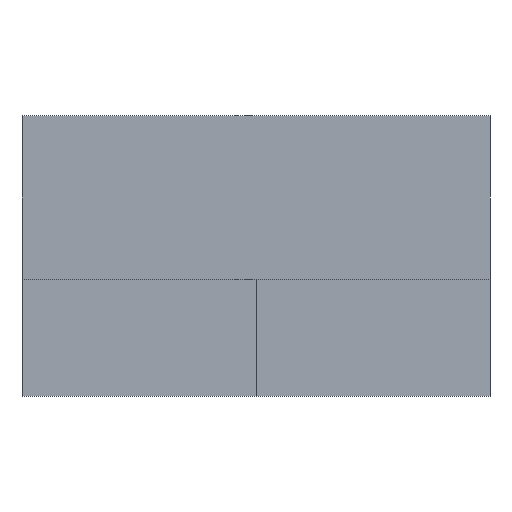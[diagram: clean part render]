
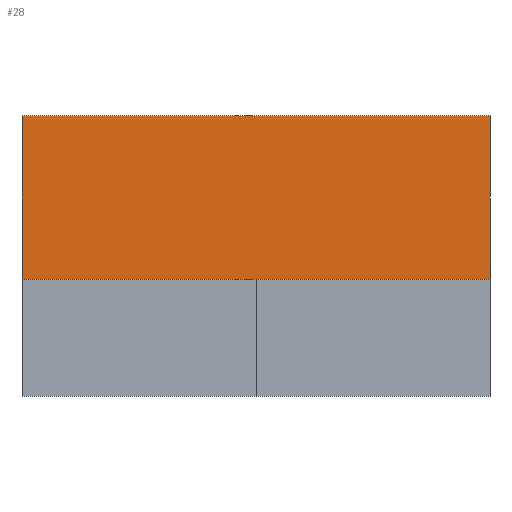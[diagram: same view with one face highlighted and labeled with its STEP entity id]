
A CAD part, front view. The second image highlights one B-rep face of the part: STEP entity #28.
In plain terms, the highlighted planar face has unit normal (0, -1, 0).
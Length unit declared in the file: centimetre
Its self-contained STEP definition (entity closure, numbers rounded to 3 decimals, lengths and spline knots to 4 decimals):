
#28=ADVANCED_FACE('',(#46),#250,.T.);
#46=FACE_OUTER_BOUND('',#64,.T.);
#64=EDGE_LOOP('',(#82,#83,#84,#85));
#82=ORIENTED_EDGE('',*,*,#154,.T.);
#83=ORIENTED_EDGE('',*,*,#155,.T.);
#84=ORIENTED_EDGE('',*,*,#156,.F.);
#85=ORIENTED_EDGE('',*,*,#157,.F.);
#154=EDGE_CURVE('',#226,#227,#190,.T.);
#155=EDGE_CURVE('',#227,#228,#191,.T.);
#156=EDGE_CURVE('',#229,#228,#192,.T.);
#157=EDGE_CURVE('',#226,#229,#193,.T.);
#190=B_SPLINE_CURVE_WITH_KNOTS('',1,(#604,#605),.UNSPECIFIED.,.F.,.F.,(2,
2),(0.,400.),.UNSPECIFIED.);
#191=B_SPLINE_CURVE_WITH_KNOTS('',1,(#606,#607),.UNSPECIFIED.,.F.,.F.,(2,
2),(0.,140.),.UNSPECIFIED.);
#192=B_SPLINE_CURVE_WITH_KNOTS('',1,(#608,#609),.UNSPECIFIED.,.F.,.F.,(2,
2),(0.,400.),.UNSPECIFIED.);
#193=B_SPLINE_CURVE_WITH_KNOTS('',1,(#610,#611),.UNSPECIFIED.,.F.,.F.,(2,
2),(0.,140.),.UNSPECIFIED.);
#226=VERTEX_POINT('',#596);
#227=VERTEX_POINT('',#597);
#228=VERTEX_POINT('',#598);
#229=VERTEX_POINT('',#599);
#250=PLANE('',#533);
#533=AXIS2_PLACEMENT_3D('',#590,#560,$);
#560=DIRECTION('',(0.,-1.,0.));
#590=CARTESIAN_POINT('',(-200.,0.,100.));
#596=CARTESIAN_POINT('',(-200.,0.,100.));
#597=CARTESIAN_POINT('',(200.,0.,100.));
#598=CARTESIAN_POINT('',(200.,0.,240.));
#599=CARTESIAN_POINT('',(-200.,0.,240.));
#604=CARTESIAN_POINT('',(-200.,0.,100.));
#605=CARTESIAN_POINT('',(200.,0.,100.));
#606=CARTESIAN_POINT('',(200.,0.,100.));
#607=CARTESIAN_POINT('',(200.,0.,240.));
#608=CARTESIAN_POINT('',(-200.,0.,240.));
#609=CARTESIAN_POINT('',(200.,0.,240.));
#610=CARTESIAN_POINT('',(-200.,0.,100.));
#611=CARTESIAN_POINT('',(-200.,0.,240.));
